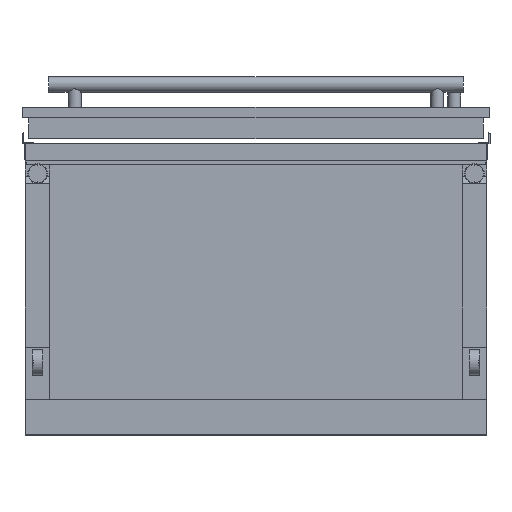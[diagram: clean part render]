
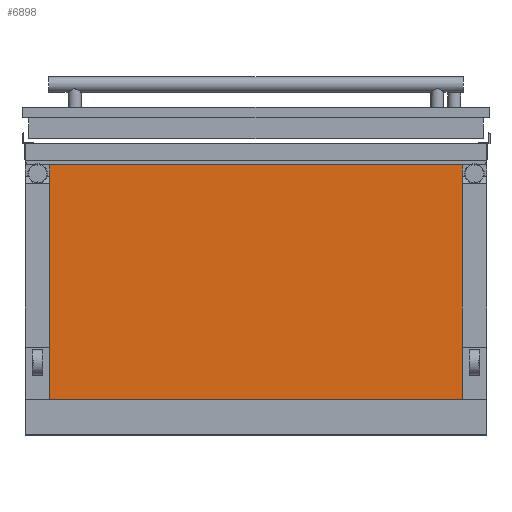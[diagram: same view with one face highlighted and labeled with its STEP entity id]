
A CAD part, front view. The second image highlights one B-rep face of the part: STEP entity #6898.
In plain terms, the highlighted planar face has unit normal (0, -1, 0).
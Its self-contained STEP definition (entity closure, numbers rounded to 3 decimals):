
#173 = DIRECTION ( 'NONE',  ( 0., 0., 1. ) ) ;
#361 = LINE ( 'NONE', #460, #10286 ) ;
#460 = CARTESIAN_POINT ( 'NONE',  ( 396., -990.85, -280. ) ) ;
#614 = ORIENTED_EDGE ( 'NONE', *, *, #7912, .F. ) ;
#1310 = VECTOR ( 'NONE', #2349, 1000. ) ;
#1323 = VERTEX_POINT ( 'NONE', #7084 ) ;
#1438 = CARTESIAN_POINT ( 'NONE',  ( 396., -990.85, -210.4 ) ) ;
#1789 = ORIENTED_EDGE ( 'NONE', *, *, #5910, .F. ) ;
#2050 = CARTESIAN_POINT ( 'NONE',  ( -396., -990.85, -210.4 ) ) ;
#2349 = DIRECTION ( 'NONE',  ( 1., 0., 0. ) ) ;
#2479 = VERTEX_POINT ( 'NONE', #2050 ) ;
#2513 = VERTEX_POINT ( 'NONE', #9003 ) ;
#2548 = CARTESIAN_POINT ( 'NONE',  ( 396., -990.85, 240. ) ) ;
#2720 = PLANE ( 'NONE',  #7785 ) ;
#3008 = ORIENTED_EDGE ( 'NONE', *, *, #4336, .T. ) ;
#3452 = VECTOR ( 'NONE', #4235, 1000. ) ;
#3907 = LINE ( 'NONE', #6838, #7818 ) ;
#4235 = DIRECTION ( 'NONE',  ( 1., 0., 0. ) ) ;
#4336 = EDGE_CURVE ( 'NONE', #8440, #1323, #361, .T. ) ;
#4376 = ORIENTED_EDGE ( 'NONE', *, *, #5064, .T. ) ;
#5064 = EDGE_CURVE ( 'NONE', #2479, #8440, #8225, .T. ) ;
#5910 = EDGE_CURVE ( 'NONE', #2513, #1323, #9702, .T. ) ;
#6399 = DIRECTION ( 'NONE',  ( 0., 0., 1. ) ) ;
#6838 = CARTESIAN_POINT ( 'NONE',  ( -396., -990.85, -280. ) ) ;
#6898 = ADVANCED_FACE ( 'NONE', ( #8330 ), #2720, .F. ) ;
#7030 = DIRECTION ( 'NONE',  ( 0., 1., 0. ) ) ;
#7084 = CARTESIAN_POINT ( 'NONE',  ( 396., -990.85, 240. ) ) ;
#7535 = CARTESIAN_POINT ( 'NONE',  ( 443., -990.85, -210.4 ) ) ;
#7682 = DIRECTION ( 'NONE',  ( 0., 0., 1. ) ) ;
#7785 = AXIS2_PLACEMENT_3D ( 'NONE', #7907, #7030, #173 ) ;
#7818 = VECTOR ( 'NONE', #7682, 1000. ) ;
#7907 = CARTESIAN_POINT ( 'NONE',  ( 396., -990.85, -280. ) ) ;
#7912 = EDGE_CURVE ( 'NONE', #2479, #2513, #3907, .T. ) ;
#8225 = LINE ( 'NONE', #7535, #1310 ) ;
#8330 = FACE_OUTER_BOUND ( 'NONE', #10126, .T. ) ;
#8440 = VERTEX_POINT ( 'NONE', #1438 ) ;
#9003 = CARTESIAN_POINT ( 'NONE',  ( -396., -990.85, 240. ) ) ;
#9702 = LINE ( 'NONE', #2548, #3452 ) ;
#10126 = EDGE_LOOP ( 'NONE', ( #614, #4376, #3008, #1789 ) ) ;
#10286 = VECTOR ( 'NONE', #6399, 1000. ) ;
